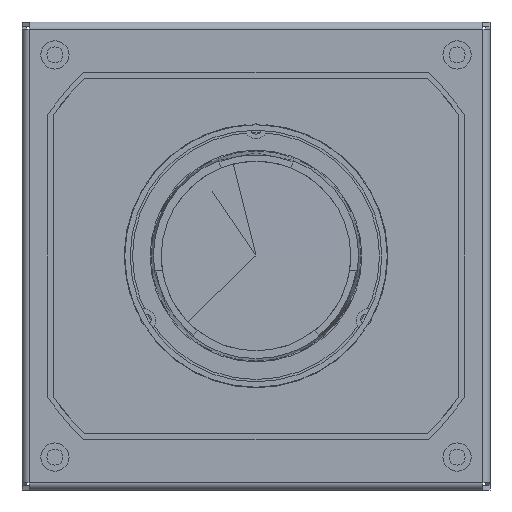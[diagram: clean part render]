
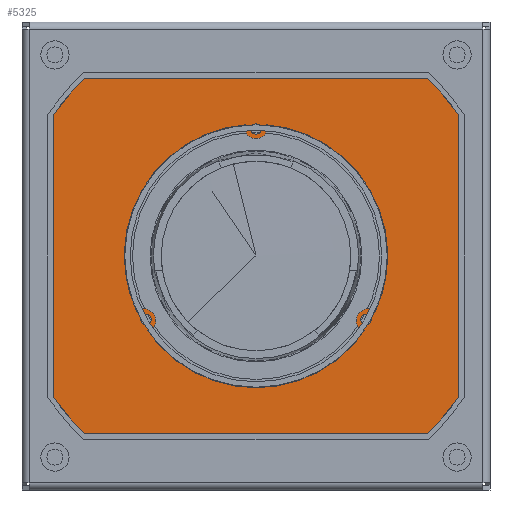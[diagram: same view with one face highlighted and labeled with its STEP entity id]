
A CAD part, front view. The second image highlights one B-rep face of the part: STEP entity #5325.
In plain terms, the highlighted planar face has unit normal (0, -1, 0).
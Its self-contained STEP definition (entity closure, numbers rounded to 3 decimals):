
#4404=DIRECTION('',(1.,0.,0.));
#4405=VECTOR('',#4404,187.);
#4406=CARTESIAN_POINT('',(-93.5,0.,-93.5));
#4407=LINE('',#4406,#4405);
#4412=CARTESIAN_POINT('',(-27.,0.,-46.765));
#4413=DIRECTION('',(0.,-1.,0.));
#4414=DIRECTION('',(1.,0.,0.));
#4415=AXIS2_PLACEMENT_3D('',#4412,#4413,#4414);
#4417=CARTESIAN_POINT('',(-27.,0.,-46.765));
#4418=DIRECTION('',(0.,-1.,0.));
#4419=DIRECTION('',(-1.,0.,0.));
#4420=AXIS2_PLACEMENT_3D('',#4417,#4418,#4419);
#4422=CARTESIAN_POINT('',(54.,0.,0.));
#4423=DIRECTION('',(0.,-1.,0.));
#4424=DIRECTION('',(1.,0.,0.));
#4425=AXIS2_PLACEMENT_3D('',#4422,#4423,#4424);
#4427=CARTESIAN_POINT('',(54.,0.,0.));
#4428=DIRECTION('',(0.,-1.,0.));
#4429=DIRECTION('',(-1.,0.,0.));
#4430=AXIS2_PLACEMENT_3D('',#4427,#4428,#4429);
#4432=CARTESIAN_POINT('',(-27.,0.,46.765));
#4433=DIRECTION('',(0.,-1.,0.));
#4434=DIRECTION('',(1.,0.,0.));
#4435=AXIS2_PLACEMENT_3D('',#4432,#4433,#4434);
#4437=CARTESIAN_POINT('',(-27.,0.,46.765));
#4438=DIRECTION('',(0.,-1.,0.));
#4439=DIRECTION('',(-1.,0.,0.));
#4440=AXIS2_PLACEMENT_3D('',#4437,#4438,#4439);
#4442=CARTESIAN_POINT('',(0.,0.,0.));
#4443=DIRECTION('',(0.,-1.,0.));
#4444=DIRECTION('',(-0.429,0.,-0.903));
#4445=AXIS2_PLACEMENT_3D('',#4442,#4443,#4444);
#4447=CARTESIAN_POINT('',(55.,0.,0.));
#4448=DIRECTION('',(0.,1.,0.));
#4449=DIRECTION('',(-0.436,0.,-0.9));
#4450=AXIS2_PLACEMENT_3D('',#4447,#4448,#4449);
#4452=CARTESIAN_POINT('',(0.,0.,0.));
#4453=DIRECTION('',(0.,-1.,0.));
#4454=DIRECTION('',(0.997,0.,0.08));
#4455=AXIS2_PLACEMENT_3D('',#4452,#4453,#4454);
#4457=DIRECTION('',(0.5,0.,-0.866));
#4458=VECTOR('',#4457,2.998);
#4459=CARTESIAN_POINT('',(-24.012,0.,50.591));
#4460=LINE('',#4459,#4458);
#4461=CARTESIAN_POINT('',(-27.5,0.,47.631));
#4462=DIRECTION('',(0.,1.,0.));
#4463=DIRECTION('',(0.997,0.,0.073));
#4464=AXIS2_PLACEMENT_3D('',#4461,#4462,#4463);
#4466=DIRECTION('',(-0.5,0.,0.866));
#4467=VECTOR('',#4466,2.998);
#4468=CARTESIAN_POINT('',(-30.307,0.,43.494));
#4469=LINE('',#4468,#4467);
#4470=CARTESIAN_POINT('',(0.,0.,0.));
#4471=DIRECTION('',(0.,-1.,0.));
#4472=DIRECTION('',(-0.568,0.,0.823));
#4473=AXIS2_PLACEMENT_3D('',#4470,#4471,#4472);
#4475=DIRECTION('',(0.5,0.,0.866));
#4476=VECTOR('',#4475,2.998);
#4477=CARTESIAN_POINT('',(-31.807,0.,-46.091));
#4478=LINE('',#4477,#4476);
#4479=CARTESIAN_POINT('',(-27.5,0.,-47.631));
#4480=DIRECTION('',(0.,1.,0.));
#4481=DIRECTION('',(-0.561,0.,0.827));
#4482=AXIS2_PLACEMENT_3D('',#4479,#4480,#4481);
#4484=DIRECTION('',(-0.5,0.,-0.866));
#4485=VECTOR('',#4484,2.998);
#4486=CARTESIAN_POINT('',(-22.513,0.,-47.994));
#4487=LINE('',#4486,#4485);
#4492=DIRECTION('',(-1.,0.,0.));
#4493=VECTOR('',#4492,187.);
#4494=CARTESIAN_POINT('',(93.5,0.,93.5));
#4495=LINE('',#4494,#4493);
#4688=DIRECTION('',(0.,0.,1.));
#4689=VECTOR('',#4688,187.);
#4690=CARTESIAN_POINT('',(93.5,0.,-93.5));
#4691=LINE('',#4690,#4689);
#4852=DIRECTION('',(0.,0.,-1.));
#4853=VECTOR('',#4852,187.);
#4854=CARTESIAN_POINT('',(-93.5,0.,93.5));
#4855=LINE('',#4854,#4853);
#5008=DIRECTION('',(-1.,0.,0.));
#5009=VECTOR('',#5008,2.998);
#5010=CARTESIAN_POINT('',(55.819,0.,4.5));
#5011=LINE('',#5010,#5009);
#5020=DIRECTION('',(1.,0.,0.));
#5021=VECTOR('',#5020,2.998);
#5022=CARTESIAN_POINT('',(52.821,0.,-4.5));
#5023=LINE('',#5022,#5021);
#5060=CARTESIAN_POINT('',(-93.5,0.,-93.5));
#5061=CARTESIAN_POINT('',(93.5,0.,-93.5));
#5062=VERTEX_POINT('',#5060);
#5063=VERTEX_POINT('',#5061);
#5064=CARTESIAN_POINT('',(93.5,0.,93.5));
#5065=CARTESIAN_POINT('',(-93.5,0.,93.5));
#5066=VERTEX_POINT('',#5064);
#5067=VERTEX_POINT('',#5065);
#5068=CARTESIAN_POINT('',(-24.75,0.,-46.765));
#5069=CARTESIAN_POINT('',(-29.25,0.,-46.765));
#5070=VERTEX_POINT('',#5068);
#5071=VERTEX_POINT('',#5069);
#5072=CARTESIAN_POINT('',(56.25,0.,0.));
#5073=CARTESIAN_POINT('',(51.75,0.,0.));
#5074=VERTEX_POINT('',#5072);
#5075=VERTEX_POINT('',#5073);
#5076=CARTESIAN_POINT('',(-24.75,0.,46.765));
#5077=CARTESIAN_POINT('',(-29.25,0.,46.765));
#5078=VERTEX_POINT('',#5076);
#5079=VERTEX_POINT('',#5077);
#5080=CARTESIAN_POINT('',(-24.012,0.,-50.591));
#5081=CARTESIAN_POINT('',(55.819,0.,-4.5));
#5082=VERTEX_POINT('',#5080);
#5083=VERTEX_POINT('',#5081);
#5084=CARTESIAN_POINT('',(52.821,0.,-4.5));
#5085=VERTEX_POINT('',#5084);
#5086=CARTESIAN_POINT('',(52.821,0.,4.5));
#5087=VERTEX_POINT('',#5086);
#5088=CARTESIAN_POINT('',(55.819,0.,4.5));
#5089=VERTEX_POINT('',#5088);
#5090=CARTESIAN_POINT('',(-24.012,0.,50.591));
#5091=VERTEX_POINT('',#5090);
#5092=CARTESIAN_POINT('',(-22.513,0.,47.994));
#5093=VERTEX_POINT('',#5092);
#5094=CARTESIAN_POINT('',(-30.307,0.,43.494));
#5095=VERTEX_POINT('',#5094);
#5096=CARTESIAN_POINT('',(-31.807,0.,46.091));
#5097=VERTEX_POINT('',#5096);
#5098=CARTESIAN_POINT('',(-31.807,0.,-46.091));
#5099=VERTEX_POINT('',#5098);
#5100=CARTESIAN_POINT('',(-30.307,0.,-43.494));
#5101=VERTEX_POINT('',#5100);
#5102=CARTESIAN_POINT('',(-22.513,0.,-47.994));
#5103=VERTEX_POINT('',#5102);
#5267=CARTESIAN_POINT('',(0.,0.,0.));
#5268=DIRECTION('',(0.,1.,0.));
#5269=DIRECTION('',(1.,0.,0.));
#5270=AXIS2_PLACEMENT_3D('',#5267,#5268,#5269);
#5271=PLANE('',#5270);
#5273=ORIENTED_EDGE('',*,*,#5272,.F.);
#5275=ORIENTED_EDGE('',*,*,#5274,.F.);
#5276=ORIENTED_EDGE('',*,*,#5257,.F.);
#5278=ORIENTED_EDGE('',*,*,#5277,.F.);
#5279=EDGE_LOOP('',(#5273,#5275,#5276,#5278));
#5280=FACE_OUTER_BOUND('',#5279,.F.);
#5282=ORIENTED_EDGE('',*,*,#5281,.T.);
#5284=ORIENTED_EDGE('',*,*,#5283,.T.);
#5285=EDGE_LOOP('',(#5282,#5284));
#5286=FACE_BOUND('',#5285,.F.);
#5288=ORIENTED_EDGE('',*,*,#5287,.T.);
#5290=ORIENTED_EDGE('',*,*,#5289,.T.);
#5291=EDGE_LOOP('',(#5288,#5290));
#5292=FACE_BOUND('',#5291,.F.);
#5294=ORIENTED_EDGE('',*,*,#5293,.T.);
#5296=ORIENTED_EDGE('',*,*,#5295,.T.);
#5297=EDGE_LOOP('',(#5294,#5296));
#5298=FACE_BOUND('',#5297,.F.);
#5300=ORIENTED_EDGE('',*,*,#5299,.T.);
#5302=ORIENTED_EDGE('',*,*,#5301,.F.);
#5304=ORIENTED_EDGE('',*,*,#5303,.T.);
#5306=ORIENTED_EDGE('',*,*,#5305,.F.);
#5308=ORIENTED_EDGE('',*,*,#5307,.T.);
#5310=ORIENTED_EDGE('',*,*,#5309,.T.);
#5312=ORIENTED_EDGE('',*,*,#5311,.T.);
#5314=ORIENTED_EDGE('',*,*,#5313,.T.);
#5316=ORIENTED_EDGE('',*,*,#5315,.T.);
#5318=ORIENTED_EDGE('',*,*,#5317,.T.);
#5320=ORIENTED_EDGE('',*,*,#5319,.T.);
#5322=ORIENTED_EDGE('',*,*,#5321,.T.);
#5323=EDGE_LOOP('',(#5300,#5302,#5304,#5306,#5308,#5310,#5312,#5314,#5316,#5318,
#5320,#5322));
#5324=FACE_BOUND('',#5323,.F.);
#4416=CIRCLE('',#4415,2.25);
#4421=CIRCLE('',#4420,2.25);
#4426=CIRCLE('',#4425,2.25);
#4431=CIRCLE('',#4430,2.25);
#4436=CIRCLE('',#4435,2.25);
#4441=CIRCLE('',#4440,2.25);
#4446=CIRCLE('',#4445,56.);
#4451=CIRCLE('',#4450,5.);
#4456=CIRCLE('',#4455,56.);
#4465=CIRCLE('',#4464,5.);
#4474=CIRCLE('',#4473,56.);
#4483=CIRCLE('',#4482,5.);
#5257=EDGE_CURVE('',#5062,#5063,#4407,.T.);
#5272=EDGE_CURVE('',#5066,#5067,#4495,.T.);
#5274=EDGE_CURVE('',#5063,#5066,#4691,.T.);
#5277=EDGE_CURVE('',#5067,#5062,#4855,.T.);
#5281=EDGE_CURVE('',#5070,#5071,#4416,.T.);
#5283=EDGE_CURVE('',#5071,#5070,#4421,.T.);
#5287=EDGE_CURVE('',#5074,#5075,#4426,.T.);
#5289=EDGE_CURVE('',#5075,#5074,#4431,.T.);
#5293=EDGE_CURVE('',#5078,#5079,#4436,.T.);
#5295=EDGE_CURVE('',#5079,#5078,#4441,.T.);
#5299=EDGE_CURVE('',#5082,#5083,#4446,.T.);
#5301=EDGE_CURVE('',#5085,#5083,#5023,.T.);
#5303=EDGE_CURVE('',#5085,#5087,#4451,.T.);
#5305=EDGE_CURVE('',#5089,#5087,#5011,.T.);
#5307=EDGE_CURVE('',#5089,#5091,#4456,.T.);
#5309=EDGE_CURVE('',#5091,#5093,#4460,.T.);
#5311=EDGE_CURVE('',#5093,#5095,#4465,.T.);
#5313=EDGE_CURVE('',#5095,#5097,#4469,.T.);
#5315=EDGE_CURVE('',#5097,#5099,#4474,.T.);
#5317=EDGE_CURVE('',#5099,#5101,#4478,.T.);
#5319=EDGE_CURVE('',#5101,#5103,#4483,.T.);
#5321=EDGE_CURVE('',#5103,#5082,#4487,.T.);
#5325=ADVANCED_FACE('',(#5280,#5286,#5292,#5298,#5324),#5271,.F.);
